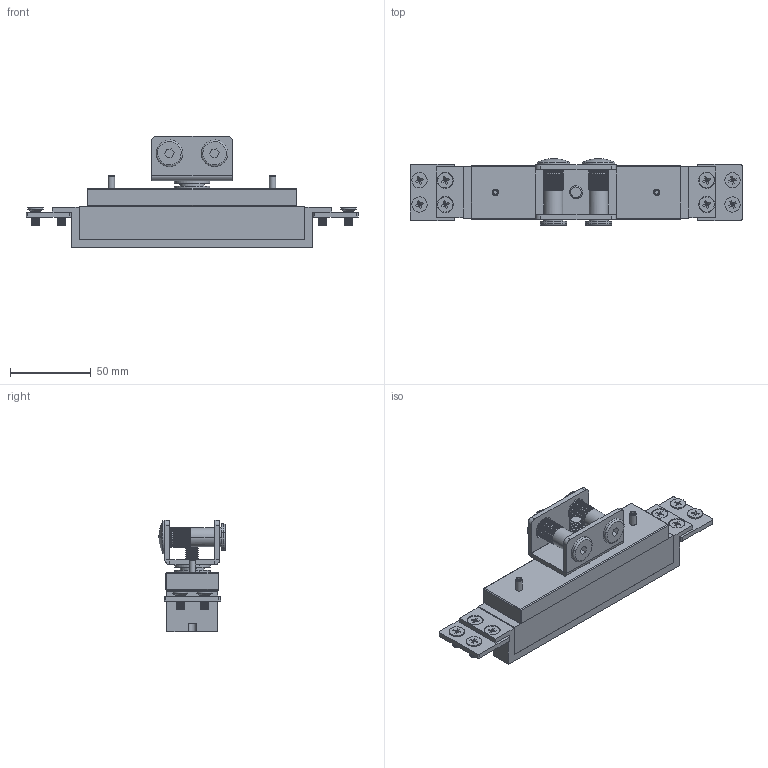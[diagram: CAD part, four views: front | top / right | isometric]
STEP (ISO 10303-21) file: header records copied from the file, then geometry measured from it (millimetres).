
FILE_DESCRIPTION (( 'STEP AP214' ), '1' );
FILE_NAME ('EF150ENCCTC CA.step', '2021-07-29T14:09:39', ( '' ), ( '' ), 'SwSTEP 2.0', 'SolidWorks 2020', '' );
FILE_SCHEMA (( 'AUTOMOTIVE_DESIGN' ));
Length unit declared in the file: millimetre
Products named in the file (22): FP0098-MUSHROOM NUT-2; FP0097-SCREW LOW PROFILE HEAD M8 x35-3; csk 110° screw m5 x 11 - z --- 10s-6; Group2; MP0360-FIXING PLATE-2; FP0098-MUSHROOM NUT-1; FP0100-JOINT M8-1; FP0099-WASHER M8-2; csk 110° screw m5 x 11 - z --- 10s-1; FP0099-WASHER M8-1; csk 110° screw m5 x 11 - z --- 10s-3; FP0097-SCREW LOW PROFILE HEAD M8 x35-1; csk 110° screw m5 x 11 - z --- 10s-7; csk 110° screw m5 x 11 - z --- 10s-4; MP0360-FIXING PLATE-1; csk 110° screw m5 x 11 - z --- 10s-2; FP0097-SCREW LOW PROFILE HEAD M8 x35-2; csk 110° screw m5 x 11 - z --- 10s-8; EF150ENCCTC CA; Group1; MP0361-AP FIXING U-1; csk 110° screw m5 x 11 - z --- 10s-5
Assembly tree (21 placements, depth 2):
  EF150ENCCTC CA
    Group1
    Group2
    MP0361-AP FIXING U-1
    MP0360-FIXING PLATE-1
    FP0097-SCREW LOW PROFILE HEAD M8 x35-3
    FP0098-MUSHROOM NUT-1
    csk 110° screw m5 x 11 - z --- 10s-1
    csk 110° screw m5 x 11 - z --- 10s-3
    MP0360-FIXING PLATE-2
    csk 110° screw m5 x 11 - z --- 10s-7
    csk 110° screw m5 x 11 - z --- 10s-6
    csk 110° screw m5 x 11 - z --- 10s-2
    csk 110° screw m5 x 11 - z --- 10s-8
    csk 110° screw m5 x 11 - z --- 10s-4
    csk 110° screw m5 x 11 - z --- 10s-5
    FP0097-SCREW LOW PROFILE HEAD M8 x35-1
    FP0097-SCREW LOW PROFILE HEAD M8 x35-2
    FP0098-MUSHROOM NUT-2
    FP0100-JOINT M8-1
    FP0099-WASHER M8-1
    FP0099-WASHER M8-2
Bounding box: 205.8 x 41.4 x 69 mm (x, y, z)
Volume: 200283.1 mm3; surface area: 65717 mm2
Topology: 21 solids, 21 shells, 1752 faces, 4422 edges, 2718 vertices
Faces by surface type: cone 726, cylinder 493, plane 429, torus 100, sphere 4
Entity records: 54477 total; most frequent: DIRECTION 9990, CARTESIAN_POINT 9724, ORIENTED_EDGE 8796, EDGE_CURVE 4398, AXIS2_PLACEMENT_3D 4008, VERTEX_POINT 2718, CIRCLE 2232, LINE 1974
